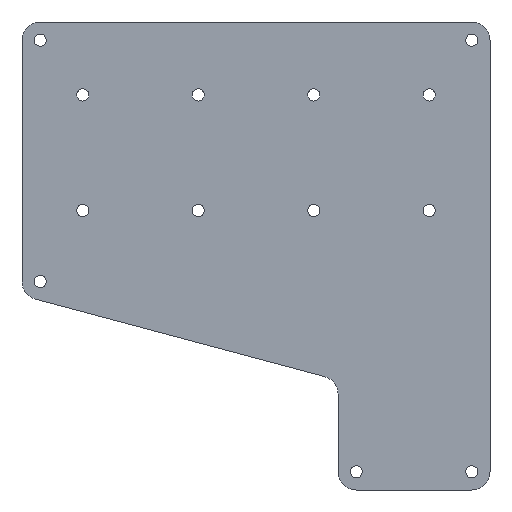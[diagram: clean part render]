
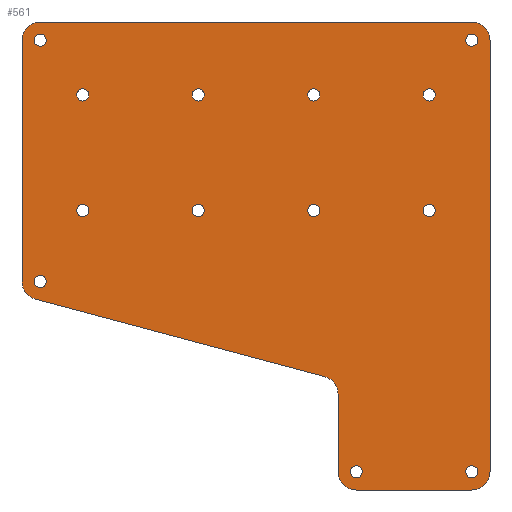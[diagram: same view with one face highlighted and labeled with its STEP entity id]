
A CAD part, front view. The second image highlights one B-rep face of the part: STEP entity #561.
In plain terms, the highlighted planar face has unit normal (0, -1, 0).
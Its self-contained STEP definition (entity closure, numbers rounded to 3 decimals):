
#28=FACE_BOUND('',#116,.T.);
#29=FACE_BOUND('',#117,.T.);
#30=FACE_BOUND('',#118,.T.);
#31=FACE_BOUND('',#119,.T.);
#32=FACE_BOUND('',#120,.T.);
#33=FACE_BOUND('',#121,.T.);
#34=FACE_BOUND('',#122,.T.);
#35=FACE_BOUND('',#123,.T.);
#36=FACE_BOUND('',#124,.T.);
#37=FACE_BOUND('',#125,.T.);
#38=FACE_BOUND('',#126,.T.);
#39=FACE_BOUND('',#127,.T.);
#40=FACE_BOUND('',#128,.T.);
#48=PLANE('',#640);
#75=FACE_OUTER_BOUND('',#115,.T.);
#115=EDGE_LOOP('',(#491,#492,#493,#494,#495,#496,#497,#498,#499,#500,#501,
#502));
#116=EDGE_LOOP('',(#503));
#117=EDGE_LOOP('',(#504));
#118=EDGE_LOOP('',(#505));
#119=EDGE_LOOP('',(#506));
#120=EDGE_LOOP('',(#507));
#121=EDGE_LOOP('',(#508));
#122=EDGE_LOOP('',(#509));
#123=EDGE_LOOP('',(#510));
#124=EDGE_LOOP('',(#511));
#125=EDGE_LOOP('',(#512));
#126=EDGE_LOOP('',(#513));
#127=EDGE_LOOP('',(#514));
#128=EDGE_LOOP('',(#515));
#142=LINE('',#892,#179);
#147=LINE('',#906,#184);
#151=LINE('',#918,#188);
#155=LINE('',#930,#192);
#159=LINE('',#942,#196);
#163=LINE('',#954,#200);
#179=VECTOR('',#736,10.);
#184=VECTOR('',#749,10.);
#188=VECTOR('',#761,10.);
#192=VECTOR('',#773,10.);
#196=VECTOR('',#785,10.);
#200=VECTOR('',#797,10.);
#204=CIRCLE('',#578,1.);
#206=CIRCLE('',#581,1.);
#208=CIRCLE('',#584,1.);
#210=CIRCLE('',#587,1.);
#212=CIRCLE('',#590,1.);
#214=CIRCLE('',#593,1.);
#216=CIRCLE('',#596,1.);
#218=CIRCLE('',#599,1.);
#220=CIRCLE('',#602,1.);
#222=CIRCLE('',#605,1.);
#224=CIRCLE('',#608,1.);
#226=CIRCLE('',#611,1.);
#228=CIRCLE('',#614,1.);
#229=CIRCLE('',#617,3.);
#231=CIRCLE('',#621,3.);
#233=CIRCLE('',#625,3.);
#235=CIRCLE('',#629,3.);
#237=CIRCLE('',#633,3.);
#239=CIRCLE('',#637,3.);
#242=VERTEX_POINT('',#814);
#244=VERTEX_POINT('',#820);
#246=VERTEX_POINT('',#826);
#248=VERTEX_POINT('',#832);
#250=VERTEX_POINT('',#838);
#252=VERTEX_POINT('',#844);
#254=VERTEX_POINT('',#850);
#256=VERTEX_POINT('',#856);
#258=VERTEX_POINT('',#862);
#260=VERTEX_POINT('',#868);
#262=VERTEX_POINT('',#874);
#264=VERTEX_POINT('',#880);
#266=VERTEX_POINT('',#886);
#267=VERTEX_POINT('',#890);
#268=VERTEX_POINT('',#891);
#271=VERTEX_POINT('',#899);
#273=VERTEX_POINT('',#905);
#275=VERTEX_POINT('',#911);
#277=VERTEX_POINT('',#917);
#279=VERTEX_POINT('',#923);
#281=VERTEX_POINT('',#929);
#283=VERTEX_POINT('',#935);
#285=VERTEX_POINT('',#941);
#287=VERTEX_POINT('',#947);
#289=VERTEX_POINT('',#953);
#293=EDGE_CURVE('',#242,#242,#204,.T.);
#296=EDGE_CURVE('',#244,#244,#206,.T.);
#299=EDGE_CURVE('',#246,#246,#208,.T.);
#302=EDGE_CURVE('',#248,#248,#210,.T.);
#305=EDGE_CURVE('',#250,#250,#212,.T.);
#308=EDGE_CURVE('',#252,#252,#214,.T.);
#311=EDGE_CURVE('',#254,#254,#216,.T.);
#314=EDGE_CURVE('',#256,#256,#218,.T.);
#317=EDGE_CURVE('',#258,#258,#220,.T.);
#320=EDGE_CURVE('',#260,#260,#222,.T.);
#323=EDGE_CURVE('',#262,#262,#224,.T.);
#326=EDGE_CURVE('',#264,#264,#226,.T.);
#329=EDGE_CURVE('',#266,#266,#228,.T.);
#330=EDGE_CURVE('',#267,#268,#142,.T.);
#334=EDGE_CURVE('',#271,#268,#229,.T.);
#337=EDGE_CURVE('',#271,#273,#147,.T.);
#340=EDGE_CURVE('',#273,#275,#231,.T.);
#343=EDGE_CURVE('',#275,#277,#151,.T.);
#346=EDGE_CURVE('',#279,#277,#233,.T.);
#349=EDGE_CURVE('',#279,#281,#155,.T.);
#352=EDGE_CURVE('',#283,#281,#235,.T.);
#355=EDGE_CURVE('',#283,#285,#159,.T.);
#358=EDGE_CURVE('',#287,#285,#237,.T.);
#361=EDGE_CURVE('',#287,#289,#163,.T.);
#364=EDGE_CURVE('',#267,#289,#239,.T.);
#491=ORIENTED_EDGE('',*,*,#364,.F.);
#492=ORIENTED_EDGE('',*,*,#330,.T.);
#493=ORIENTED_EDGE('',*,*,#334,.F.);
#494=ORIENTED_EDGE('',*,*,#337,.T.);
#495=ORIENTED_EDGE('',*,*,#340,.T.);
#496=ORIENTED_EDGE('',*,*,#343,.T.);
#497=ORIENTED_EDGE('',*,*,#346,.F.);
#498=ORIENTED_EDGE('',*,*,#349,.T.);
#499=ORIENTED_EDGE('',*,*,#352,.F.);
#500=ORIENTED_EDGE('',*,*,#355,.T.);
#501=ORIENTED_EDGE('',*,*,#358,.F.);
#502=ORIENTED_EDGE('',*,*,#361,.T.);
#503=ORIENTED_EDGE('',*,*,#329,.F.);
#504=ORIENTED_EDGE('',*,*,#326,.F.);
#505=ORIENTED_EDGE('',*,*,#323,.F.);
#506=ORIENTED_EDGE('',*,*,#320,.F.);
#507=ORIENTED_EDGE('',*,*,#317,.F.);
#508=ORIENTED_EDGE('',*,*,#314,.F.);
#509=ORIENTED_EDGE('',*,*,#311,.F.);
#510=ORIENTED_EDGE('',*,*,#308,.F.);
#511=ORIENTED_EDGE('',*,*,#305,.F.);
#512=ORIENTED_EDGE('',*,*,#302,.F.);
#513=ORIENTED_EDGE('',*,*,#299,.F.);
#514=ORIENTED_EDGE('',*,*,#296,.F.);
#515=ORIENTED_EDGE('',*,*,#293,.F.);
#561=ADVANCED_FACE('',(#75,#28,#29,#30,#31,#32,#33,#34,#35,#36,#37,#38,
#39,#40),#48,.F.);
#578=AXIS2_PLACEMENT_3D('',#816,#648,#649);
#581=AXIS2_PLACEMENT_3D('',#822,#655,#656);
#584=AXIS2_PLACEMENT_3D('',#828,#662,#663);
#587=AXIS2_PLACEMENT_3D('',#834,#669,#670);
#590=AXIS2_PLACEMENT_3D('',#840,#676,#677);
#593=AXIS2_PLACEMENT_3D('',#846,#683,#684);
#596=AXIS2_PLACEMENT_3D('',#852,#690,#691);
#599=AXIS2_PLACEMENT_3D('',#858,#697,#698);
#602=AXIS2_PLACEMENT_3D('',#864,#704,#705);
#605=AXIS2_PLACEMENT_3D('',#870,#711,#712);
#608=AXIS2_PLACEMENT_3D('',#876,#718,#719);
#611=AXIS2_PLACEMENT_3D('',#882,#725,#726);
#614=AXIS2_PLACEMENT_3D('',#888,#732,#733);
#617=AXIS2_PLACEMENT_3D('',#900,#742,#743);
#621=AXIS2_PLACEMENT_3D('',#912,#754,#755);
#625=AXIS2_PLACEMENT_3D('',#924,#766,#767);
#629=AXIS2_PLACEMENT_3D('',#936,#778,#779);
#633=AXIS2_PLACEMENT_3D('',#948,#790,#791);
#637=AXIS2_PLACEMENT_3D('',#959,#802,#803);
#640=AXIS2_PLACEMENT_3D('',#962,#808,#809);
#648=DIRECTION('center_axis',(0.,-1.,0.));
#649=DIRECTION('ref_axis',(1.,0.,0.));
#655=DIRECTION('center_axis',(0.,-1.,0.));
#656=DIRECTION('ref_axis',(1.,0.,0.));
#662=DIRECTION('center_axis',(0.,-1.,0.));
#663=DIRECTION('ref_axis',(1.,0.,0.));
#669=DIRECTION('center_axis',(0.,-1.,0.));
#670=DIRECTION('ref_axis',(1.,0.,0.));
#676=DIRECTION('center_axis',(0.,-1.,0.));
#677=DIRECTION('ref_axis',(1.,0.,0.));
#683=DIRECTION('center_axis',(0.,-1.,0.));
#684=DIRECTION('ref_axis',(1.,0.,0.));
#690=DIRECTION('center_axis',(0.,-1.,0.));
#691=DIRECTION('ref_axis',(1.,0.,0.));
#697=DIRECTION('center_axis',(0.,-1.,0.));
#698=DIRECTION('ref_axis',(1.,0.,0.));
#704=DIRECTION('center_axis',(0.,-1.,0.));
#705=DIRECTION('ref_axis',(1.,0.,0.));
#711=DIRECTION('center_axis',(0.,-1.,0.));
#712=DIRECTION('ref_axis',(1.,0.,0.));
#718=DIRECTION('center_axis',(0.,-1.,0.));
#719=DIRECTION('ref_axis',(1.,0.,0.));
#725=DIRECTION('center_axis',(0.,-1.,0.));
#726=DIRECTION('ref_axis',(1.,0.,0.));
#732=DIRECTION('center_axis',(0.,-1.,0.));
#733=DIRECTION('ref_axis',(1.,0.,0.));
#736=DIRECTION('',(0.,0.,-1.));
#742=DIRECTION('center_axis',(0.,1.,0.));
#743=DIRECTION('ref_axis',(-0.259,0.,-0.966));
#749=DIRECTION('',(0.966,0.,-0.259));
#754=DIRECTION('center_axis',(0.,1.,0.));
#755=DIRECTION('ref_axis',(0.259,0.,0.966));
#761=DIRECTION('',(0.,0.,-1.));
#766=DIRECTION('center_axis',(0.,1.,0.));
#767=DIRECTION('ref_axis',(0.,0.,-1.));
#773=DIRECTION('',(1.,0.,0.));
#778=DIRECTION('center_axis',(0.,1.,0.));
#779=DIRECTION('ref_axis',(1.,0.,0.));
#785=DIRECTION('',(0.,0.,1.));
#790=DIRECTION('center_axis',(0.,1.,0.));
#791=DIRECTION('ref_axis',(0.,0.,1.));
#797=DIRECTION('',(-1.,0.,0.));
#802=DIRECTION('center_axis',(0.,1.,0.));
#803=DIRECTION('ref_axis',(-1.,0.,0.));
#808=DIRECTION('center_axis',(0.,1.,0.));
#809=DIRECTION('ref_axis',(1.,0.,0.));
#814=CARTESIAN_POINT('',(-33.422,0.,11.422));
#816=CARTESIAN_POINT('Origin',(-32.422,0.,11.422));
#820=CARTESIAN_POINT('',(-14.422,0.,11.422));
#822=CARTESIAN_POINT('Origin',(-13.422,0.,11.422));
#826=CARTESIAN_POINT('',(4.578,0.,30.422));
#828=CARTESIAN_POINT('Origin',(5.578,0.,30.422));
#832=CARTESIAN_POINT('',(23.578,0.,30.422));
#834=CARTESIAN_POINT('Origin',(24.578,0.,30.422));
#838=CARTESIAN_POINT('',(-33.422,0.,30.422));
#840=CARTESIAN_POINT('Origin',(-32.422,0.,30.422));
#844=CARTESIAN_POINT('',(-14.422,0.,30.422));
#846=CARTESIAN_POINT('Origin',(-13.422,0.,30.422));
#850=CARTESIAN_POINT('',(4.578,0.,11.422));
#852=CARTESIAN_POINT('Origin',(5.578,0.,11.422));
#856=CARTESIAN_POINT('',(23.578,0.,11.422));
#858=CARTESIAN_POINT('Origin',(24.578,0.,11.422));
#862=CARTESIAN_POINT('',(-40.422,0.,39.422));
#864=CARTESIAN_POINT('Origin',(-39.422,0.,39.422));
#868=CARTESIAN_POINT('',(30.578,0.,39.422));
#870=CARTESIAN_POINT('Origin',(31.578,0.,39.422));
#874=CARTESIAN_POINT('',(11.578,0.,-31.578));
#876=CARTESIAN_POINT('Origin',(12.578,0.,-31.578));
#880=CARTESIAN_POINT('',(-40.422,0.,-0.276));
#882=CARTESIAN_POINT('Origin',(-39.422,0.,-0.276));
#886=CARTESIAN_POINT('',(30.578,0.,-31.578));
#888=CARTESIAN_POINT('Origin',(31.578,0.,-31.578));
#890=CARTESIAN_POINT('',(-42.422,0.,39.422));
#891=CARTESIAN_POINT('',(-42.422,0.,-0.276));
#892=CARTESIAN_POINT('',(-42.422,0.,39.422));
#899=CARTESIAN_POINT('',(-40.199,0.,-3.174));
#900=CARTESIAN_POINT('Origin',(-39.422,0.,-0.276));
#905=CARTESIAN_POINT('',(7.354,0.,-15.915));
#906=CARTESIAN_POINT('',(-40.199,0.,-3.174));
#911=CARTESIAN_POINT('',(9.578,0.,-18.813));
#912=CARTESIAN_POINT('Origin',(6.578,0.,-18.813));
#917=CARTESIAN_POINT('',(9.578,0.,-31.578));
#918=CARTESIAN_POINT('',(9.578,0.,-18.813));
#923=CARTESIAN_POINT('',(12.578,0.,-34.578));
#924=CARTESIAN_POINT('Origin',(12.578,0.,-31.578));
#929=CARTESIAN_POINT('',(31.578,0.,-34.578));
#930=CARTESIAN_POINT('',(12.578,0.,-34.578));
#935=CARTESIAN_POINT('',(34.578,0.,-31.578));
#936=CARTESIAN_POINT('Origin',(31.578,0.,-31.578));
#941=CARTESIAN_POINT('',(34.578,0.,39.422));
#942=CARTESIAN_POINT('',(34.578,0.,-31.578));
#947=CARTESIAN_POINT('',(31.578,0.,42.422));
#948=CARTESIAN_POINT('Origin',(31.578,0.,39.422));
#953=CARTESIAN_POINT('',(-39.422,0.,42.422));
#954=CARTESIAN_POINT('',(31.578,0.,42.422));
#959=CARTESIAN_POINT('Origin',(-39.422,0.,39.422));
#962=CARTESIAN_POINT('Origin',(-3.922,0.,3.922));
